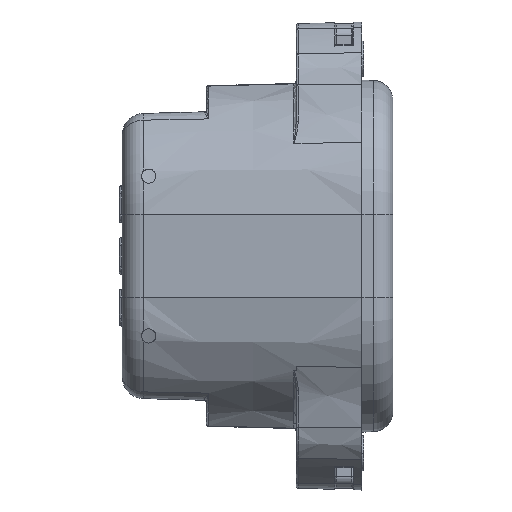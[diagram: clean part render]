
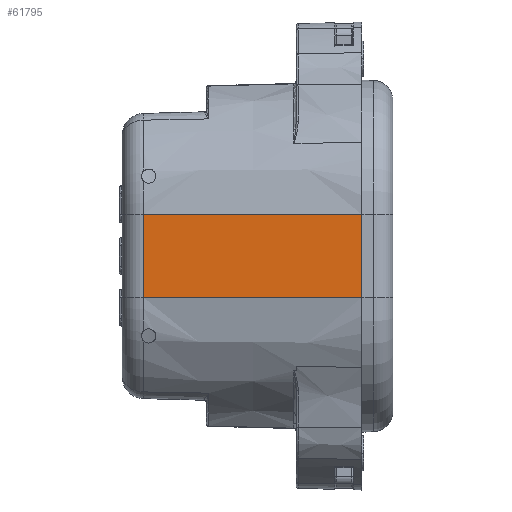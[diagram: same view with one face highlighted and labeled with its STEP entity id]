
A CAD part, left-side view. The second image highlights one B-rep face of the part: STEP entity #61795.
In plain terms, the highlighted planar face has unit normal (-1, 0.026, 0).
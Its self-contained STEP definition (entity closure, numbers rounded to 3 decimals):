
#913 = AXIS2_PLACEMENT_3D ( 'NONE', #74782, #17214, #131662 ) ;
#5508 = ORIENTED_EDGE ( 'NONE', *, *, #69659, .T. ) ;
#5938 = LINE ( 'NONE', #29387, #71479 ) ;
#6514 = VERTEX_POINT ( 'NONE', #70209 ) ;
#12036 = FACE_OUTER_BOUND ( 'NONE', #54077, .T. ) ;
#14966 = CARTESIAN_POINT ( 'NONE',  ( -40.438, 24.635, 139.376 ) ) ;
#17214 = DIRECTION ( 'NONE',  ( -1., 0.026, 0. ) ) ;
#20953 = DIRECTION ( 'NONE',  ( -0.026, -1., 0. ) ) ;
#22675 = DIRECTION ( 'NONE',  ( 0., 0., 1. ) ) ;
#27084 = LINE ( 'NONE', #14966, #90601 ) ;
#29387 = CARTESIAN_POINT ( 'NONE',  ( -41.724, -24.496, 97.526 ) ) ;
#30098 = PLANE ( 'NONE',  #913 ) ;
#40028 = ORIENTED_EDGE ( 'NONE', *, *, #67797, .F. ) ;
#45917 = CARTESIAN_POINT ( 'NONE',  ( -40.492, 22.583, 116.236 ) ) ;
#50089 = VECTOR ( 'NONE', #22675, 1000. ) ;
#51131 = EDGE_CURVE ( 'NONE', #126079, #52379, #80002, .T. ) ;
#52379 = VERTEX_POINT ( 'NONE', #132790 ) ;
#54077 = EDGE_LOOP ( 'NONE', ( #129375, #97837, #40028, #5508 ) ) ;
#61795 = ADVANCED_FACE ( 'NONE', ( #12036 ), #30098, .T. ) ;
#67797 = EDGE_CURVE ( 'NONE', #99991, #6514, #5938, .T. ) ;
#68143 = CARTESIAN_POINT ( 'NONE',  ( -41.724, -24.496, 97.526 ) ) ;
#69659 = EDGE_CURVE ( 'NONE', #99991, #52379, #140102, .T. ) ;
#70209 = CARTESIAN_POINT ( 'NONE',  ( -40.438, 24.635, 97.526 ) ) ;
#71479 = VECTOR ( 'NONE', #88495, 1000. ) ;
#74782 = CARTESIAN_POINT ( 'NONE',  ( -41.337, -9.696, 117.436 ) ) ;
#80002 = LINE ( 'NONE', #45917, #124518 ) ;
#83920 = DIRECTION ( 'NONE',  ( 0., 0., -1. ) ) ;
#88495 = DIRECTION ( 'NONE',  ( 0.026, 1., 0. ) ) ;
#90601 = VECTOR ( 'NONE', #83920, 1000. ) ;
#97837 = ORIENTED_EDGE ( 'NONE', *, *, #148716, .T. ) ;
#99991 = VERTEX_POINT ( 'NONE', #106796 ) ;
#106796 = CARTESIAN_POINT ( 'NONE',  ( -41.724, -24.496, 97.526 ) ) ;
#111252 = CARTESIAN_POINT ( 'NONE',  ( -40.438, 24.635, 116.236 ) ) ;
#124518 = VECTOR ( 'NONE', #20953, 1000. ) ;
#126079 = VERTEX_POINT ( 'NONE', #111252 ) ;
#129375 = ORIENTED_EDGE ( 'NONE', *, *, #51131, .F. ) ;
#131662 = DIRECTION ( 'NONE',  ( 0., 0., 1. ) ) ;
#132790 = CARTESIAN_POINT ( 'NONE',  ( -41.724, -24.496, 116.236 ) ) ;
#140102 = LINE ( 'NONE', #68143, #50089 ) ;
#148716 = EDGE_CURVE ( 'NONE', #126079, #6514, #27084, .T. ) ;
